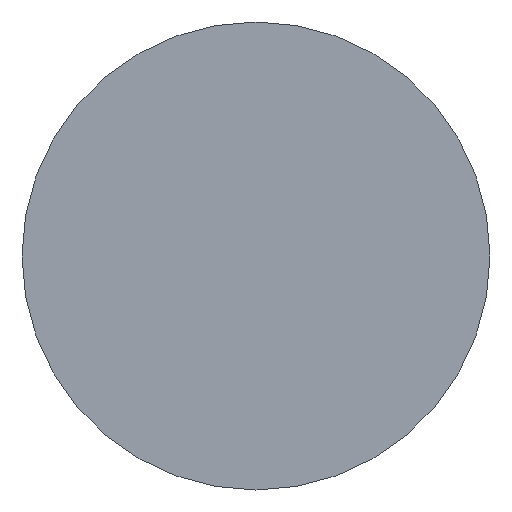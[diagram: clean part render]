
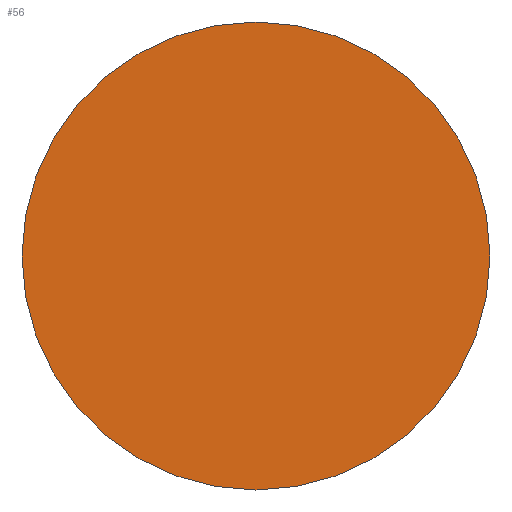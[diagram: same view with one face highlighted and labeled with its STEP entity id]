
A CAD part, left-side view. The second image highlights one B-rep face of the part: STEP entity #56.
In plain terms, the highlighted planar face has unit normal (-1, 0, 0).
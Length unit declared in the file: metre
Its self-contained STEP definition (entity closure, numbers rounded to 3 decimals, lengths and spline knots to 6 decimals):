
#19=ORIENTED_EDGE('',*,*,#25,.T.);
#25=EDGE_CURVE('',#29,#29,#33,.T.);
#29=VERTEX_POINT('',#112);
#33=CIRCLE('',#78,0.0031);
#39=EDGE_LOOP('',(#19));
#47=FACE_BOUND('',#39,.T.);
#52=PLANE('',#77);
#56=ADVANCED_FACE('',(#47),#52,.T.);
#77=AXIS2_PLACEMENT_3D('',#110,#94,#95);
#78=AXIS2_PLACEMENT_3D('',#111,#96,#97);
#94=DIRECTION('',(-1.,0.,0.));
#95=DIRECTION('',(0.,-1.,0.));
#96=DIRECTION('',(-1.,0.,0.));
#97=DIRECTION('',(0.,-1.,0.));
#110=CARTESIAN_POINT('',(0.0005,0.052,-0.009498));
#111=CARTESIAN_POINT('',(0.0005,0.0915,-0.0065));
#112=CARTESIAN_POINT('',(0.0005,0.0884,-0.0065));
